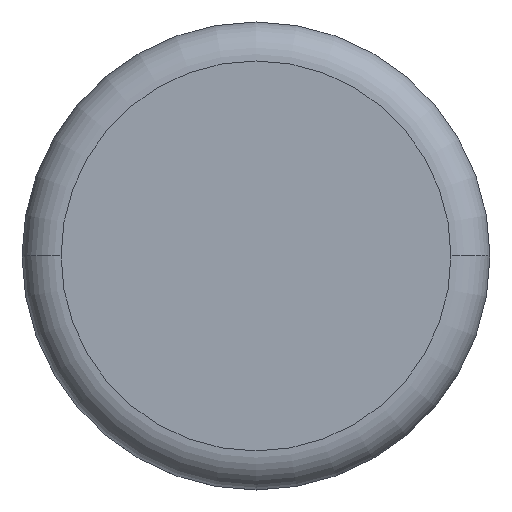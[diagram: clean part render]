
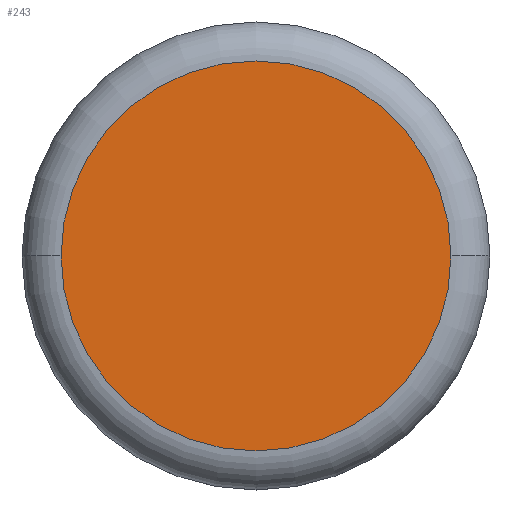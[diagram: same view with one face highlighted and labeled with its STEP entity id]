
A CAD part, top view. The second image highlights one B-rep face of the part: STEP entity #243.
In plain terms, the highlighted planar face has unit normal (0, 0, 1).
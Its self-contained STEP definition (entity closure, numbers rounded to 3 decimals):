
#9 = VERTEX_POINT ( 'NONE', #438 ) ;
#77 = EDGE_CURVE ( 'NONE', #138, #9, #637, .T. ) ;
#138 = VERTEX_POINT ( 'NONE', #787 ) ;
#188 = ORIENTED_EDGE ( 'NONE', *, *, #77, .F. ) ;
#191 = EDGE_LOOP ( 'NONE', ( #188, #241 ) ) ;
#241 = ORIENTED_EDGE ( 'NONE', *, *, #242, .F. ) ;
#242 = EDGE_CURVE ( 'NONE', #9, #138, #872, .T. ) ;
#243 = ADVANCED_FACE ( 'NONE', ( #873 ), #1049, .F. ) ;
#438 = CARTESIAN_POINT ( 'NONE',  ( 5., 0., 39.5 ) ) ;
#609 = DIRECTION ( 'NONE',  ( -1., 0., 0. ) ) ;
#610 = DIRECTION ( 'NONE',  ( 0., 0., -1. ) ) ;
#611 = CARTESIAN_POINT ( 'NONE',  ( 0., 0., 39.5 ) ) ;
#612 = AXIS2_PLACEMENT_3D ( 'NONE', #611, #610, #609 ) ;
#637 = CIRCLE ( 'NONE', #612, 5. ) ;
#787 = CARTESIAN_POINT ( 'NONE',  ( -5., 0., 39.5 ) ) ;
#868 = DIRECTION ( 'NONE',  ( -1., 0., 0. ) ) ;
#869 = DIRECTION ( 'NONE',  ( 0., 0., -1. ) ) ;
#870 = CARTESIAN_POINT ( 'NONE',  ( 0., 0., 39.5 ) ) ;
#871 = AXIS2_PLACEMENT_3D ( 'NONE', #870, #869, #868 ) ;
#872 = CIRCLE ( 'NONE', #871, 5. ) ;
#873 = FACE_OUTER_BOUND ( 'NONE', #191, .T. ) ;
#1023 = DIRECTION ( 'NONE',  ( -1., 0., 0. ) ) ;
#1024 = DIRECTION ( 'NONE',  ( 0., 0., -1. ) ) ;
#1049 = PLANE ( 'NONE',  #1081 ) ;
#1080 = CARTESIAN_POINT ( 'NONE',  ( 0., 0., 39.5 ) ) ;
#1081 = AXIS2_PLACEMENT_3D ( 'NONE', #1080, #1024, #1023 ) ;
